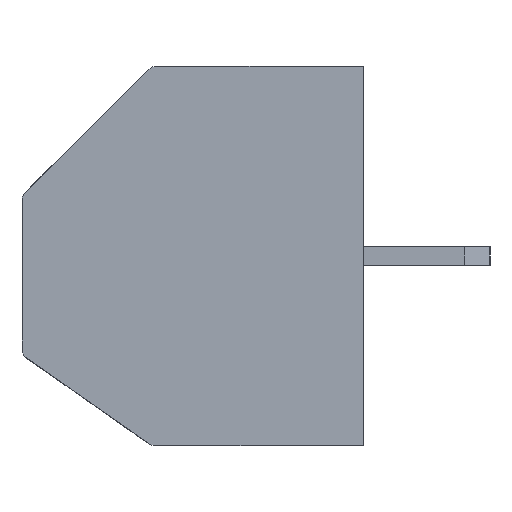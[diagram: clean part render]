
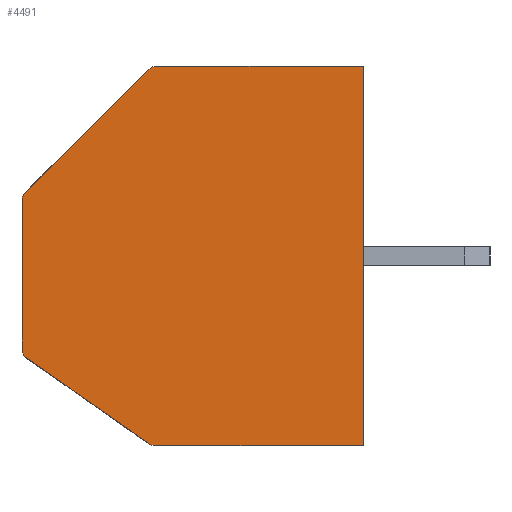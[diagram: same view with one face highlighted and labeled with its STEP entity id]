
A CAD part, left-side view. The second image highlights one B-rep face of the part: STEP entity #4491.
In plain terms, the highlighted planar face has unit normal (-1, 0, 0).
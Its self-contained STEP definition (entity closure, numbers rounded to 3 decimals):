
#140 = ORIENTED_EDGE ( 'NONE', *, *, #3634, .T. ) ;
#2430 = ORIENTED_EDGE ( 'NONE', *, *, #24358, .T. ) ;
#2504 = ORIENTED_EDGE ( 'NONE', *, *, #24952, .F. ) ;
#2595 = VECTOR ( 'NONE', #31500, 1000. ) ;
#2907 = CARTESIAN_POINT ( 'NONE',  ( -3., 6.605, -5.7 ) ) ;
#3634 = EDGE_CURVE ( 'NONE', #31451, #7484, #7105, .T. ) ;
#4012 = DIRECTION ( 'NONE',  ( 0., 0., -1. ) ) ;
#4295 = CARTESIAN_POINT ( 'NONE',  ( -3., 10.8, -6. ) ) ;
#4370 = CARTESIAN_POINT ( 'NONE',  ( -3., 0., 6. ) ) ;
#4413 = EDGE_CURVE ( 'NONE', #30337, #7484, #27341, .T. ) ;
#4491 = ADVANCED_FACE ( 'NONE', ( #33480 ), #20257, .F. ) ;
#4520 = CARTESIAN_POINT ( 'NONE',  ( -3., 6.777, -5.946 ) ) ;
#5219 = DIRECTION ( 'NONE',  ( -1., 0., 0. ) ) ;
#5446 = ORIENTED_EDGE ( 'NONE', *, *, #7767, .T. ) ;
#6192 = CARTESIAN_POINT ( 'NONE',  ( -3., 10.672, -3.219 ) ) ;
#6400 = VECTOR ( 'NONE', #21862, 1000. ) ;
#6798 = DIRECTION ( 'NONE',  ( 0., 0., -1. ) ) ;
#6822 = AXIS2_PLACEMENT_3D ( 'NONE', #22671, #33265, #24967 ) ;
#6839 = VERTEX_POINT ( 'NONE', #18680 ) ;
#7105 = CIRCLE ( 'NONE', #8239, 0.3 ) ;
#7275 = EDGE_CURVE ( 'NONE', #25333, #30299, #30263, .T. ) ;
#7484 = VERTEX_POINT ( 'NONE', #26003 ) ;
#7494 = DIRECTION ( 'NONE',  ( 0., 0., -1. ) ) ;
#7767 = EDGE_CURVE ( 'NONE', #30337, #24711, #9382, .T. ) ;
#8239 = AXIS2_PLACEMENT_3D ( 'NONE', #8789, #22929, #4012 ) ;
#8507 = EDGE_CURVE ( 'NONE', #33899, #24706, #34840, .T. ) ;
#8572 = CARTESIAN_POINT ( 'NONE',  ( -3., 0., 6. ) ) ;
#8789 = CARTESIAN_POINT ( 'NONE',  ( -3., 10.5, 1.776 ) ) ;
#9064 = ORIENTED_EDGE ( 'NONE', *, *, #10617, .F. ) ;
#9382 = CIRCLE ( 'NONE', #31960, 0.3 ) ;
#9796 = ORIENTED_EDGE ( 'NONE', *, *, #14641, .T. ) ;
#10617 = EDGE_CURVE ( 'NONE', #31451, #6839, #24365, .T. ) ;
#10920 = EDGE_CURVE ( 'NONE', #25333, #6839, #13606, .T. ) ;
#11094 = VECTOR ( 'NONE', #16895, 1000. ) ;
#11491 = CARTESIAN_POINT ( 'NONE',  ( -3., 6.605, -6. ) ) ;
#11588 = LINE ( 'NONE', #8572, #6400 ) ;
#12692 = CARTESIAN_POINT ( 'NONE',  ( -3., 10.8, -2.973 ) ) ;
#13110 = CARTESIAN_POINT ( 'NONE',  ( -3., 6.576, 6. ) ) ;
#13373 = ORIENTED_EDGE ( 'NONE', *, *, #8507, .T. ) ;
#13606 = CIRCLE ( 'NONE', #6822, 0.3 ) ;
#13708 = AXIS2_PLACEMENT_3D ( 'NONE', #28200, #22723, #6798 ) ;
#13764 = CARTESIAN_POINT ( 'NONE',  ( -3., 10.8, 1.9 ) ) ;
#13910 = DIRECTION ( 'NONE',  ( 0., 0., 1. ) ) ;
#14098 = CARTESIAN_POINT ( 'NONE',  ( -3., 10.8, 6. ) ) ;
#14641 = EDGE_CURVE ( 'NONE', #20406, #30299, #11588, .T. ) ;
#16836 = EDGE_LOOP ( 'NONE', ( #2504, #13373, #2430, #9796, #28443, #31524, #9064, #140, #34459, #5446 ) ) ;
#16895 = DIRECTION ( 'NONE',  ( 0., -1., 0. ) ) ;
#17019 = DIRECTION ( 'NONE',  ( -1., 0., 0. ) ) ;
#18680 = CARTESIAN_POINT ( 'NONE',  ( -3., 6.788, 5.912 ) ) ;
#19076 = AXIS2_PLACEMENT_3D ( 'NONE', #2907, #5219, #7494 ) ;
#19829 = CARTESIAN_POINT ( 'NONE',  ( -3., 10.5, -2.973 ) ) ;
#20257 = PLANE ( 'NONE',  #13708 ) ;
#20406 = VERTEX_POINT ( 'NONE', #29142 ) ;
#20736 = LINE ( 'NONE', #4295, #2595 ) ;
#21862 = DIRECTION ( 'NONE',  ( 0., 0., 1. ) ) ;
#22671 = CARTESIAN_POINT ( 'NONE',  ( -3., 6.576, 5.7 ) ) ;
#22723 = DIRECTION ( 'NONE',  ( 1., 0., 0. ) ) ;
#22929 = DIRECTION ( 'NONE',  ( -1., 0., 0. ) ) ;
#24358 = EDGE_CURVE ( 'NONE', #24706, #20406, #20736, .T. ) ;
#24365 = LINE ( 'NONE', #13764, #27133 ) ;
#24640 = CARTESIAN_POINT ( 'NONE',  ( -3., 10.8, 6. ) ) ;
#24706 = VERTEX_POINT ( 'NONE', #11491 ) ;
#24711 = VERTEX_POINT ( 'NONE', #6192 ) ;
#24882 = CARTESIAN_POINT ( 'NONE',  ( -3., 10.8, -3.129 ) ) ;
#24952 = EDGE_CURVE ( 'NONE', #33899, #24711, #27367, .T. ) ;
#24967 = DIRECTION ( 'NONE',  ( 0., 0., -1. ) ) ;
#25333 = VERTEX_POINT ( 'NONE', #13110 ) ;
#25463 = VECTOR ( 'NONE', #13910, 1000. ) ;
#26003 = CARTESIAN_POINT ( 'NONE',  ( -3., 10.8, 1.776 ) ) ;
#27133 = VECTOR ( 'NONE', #30342, 1000. ) ;
#27341 = LINE ( 'NONE', #14098, #25463 ) ;
#27367 = LINE ( 'NONE', #24882, #29128 ) ;
#28200 = CARTESIAN_POINT ( 'NONE',  ( -3., 10.8, 6. ) ) ;
#28443 = ORIENTED_EDGE ( 'NONE', *, *, #7275, .F. ) ;
#29128 = VECTOR ( 'NONE', #33003, 1000. ) ;
#29142 = CARTESIAN_POINT ( 'NONE',  ( -3., 0., -6. ) ) ;
#30052 = DIRECTION ( 'NONE',  ( 0., 0., -1. ) ) ;
#30263 = LINE ( 'NONE', #24640, #11094 ) ;
#30299 = VERTEX_POINT ( 'NONE', #4370 ) ;
#30337 = VERTEX_POINT ( 'NONE', #12692 ) ;
#30342 = DIRECTION ( 'NONE',  ( 0., -0.707, 0.707 ) ) ;
#31451 = VERTEX_POINT ( 'NONE', #33222 ) ;
#31500 = DIRECTION ( 'NONE',  ( 0., -1., 0. ) ) ;
#31524 = ORIENTED_EDGE ( 'NONE', *, *, #10920, .T. ) ;
#31960 = AXIS2_PLACEMENT_3D ( 'NONE', #19829, #17019, #30052 ) ;
#33003 = DIRECTION ( 'NONE',  ( 0., 0.819, 0.574 ) ) ;
#33222 = CARTESIAN_POINT ( 'NONE',  ( -3., 10.712, 1.988 ) ) ;
#33265 = DIRECTION ( 'NONE',  ( -1., 0., 0. ) ) ;
#33480 = FACE_OUTER_BOUND ( 'NONE', #16836, .T. ) ;
#33899 = VERTEX_POINT ( 'NONE', #4520 ) ;
#34459 = ORIENTED_EDGE ( 'NONE', *, *, #4413, .F. ) ;
#34840 = CIRCLE ( 'NONE', #19076, 0.3 ) ;
